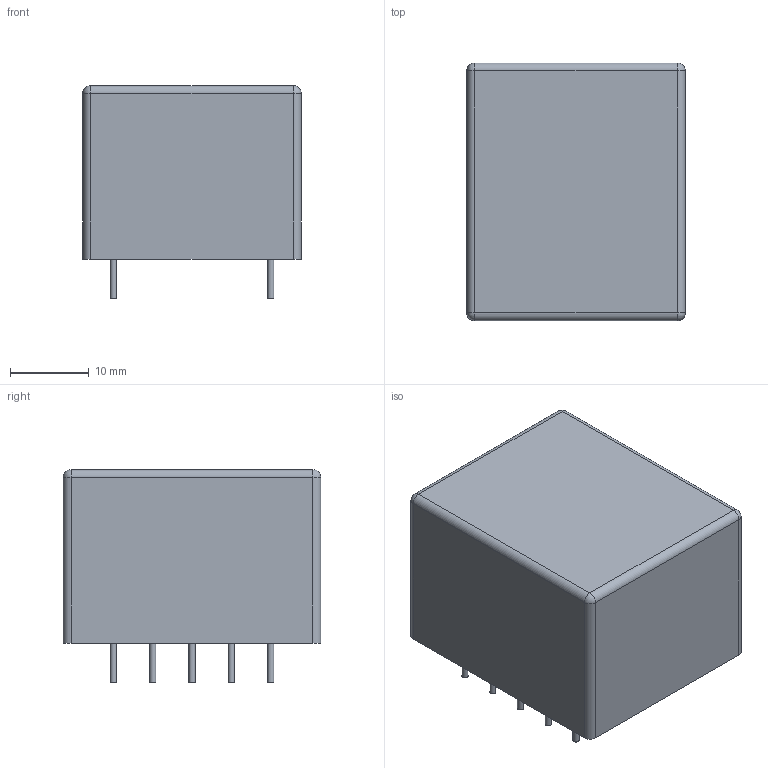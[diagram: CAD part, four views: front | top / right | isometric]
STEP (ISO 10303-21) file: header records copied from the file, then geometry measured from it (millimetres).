
FILE_DESCRIPTION(('FreeCAD Model'),'2;1');
FILE_NAME('BV EI 307 8011.step','2020-05-19T18:25:23',('Author'),(''), 'Open CASCADE STEP processor 7.3','FreeCAD','Unknown');
FILE_SCHEMA(('AUTOMOTIVE_DESIGN { 1 0 10303 214 1 1 1 1 }'));
Length unit declared in the file: millimetre
Products named in the file (1): BV_EI_307_8011
Bounding box: 27.8 x 32.8 x 27.1 mm (x, y, z)
Volume: 20132.5 mm3; surface area: 4536.5 mm2
Topology: 1 solids, 1 shells, 38 faces, 70 edges, 40 vertices
Faces by surface type: cylinder 18, plane 16, sphere 4
Full cylindrical faces by diameter (mm): 0.8 x10
Entity records: 1779 total; most frequent: CARTESIAN_POINT 305, DIRECTION 294, ORIENTED_EDGE 132, PCURVE 132, DEFINITIONAL_REPRESENTATION 132, LINE 122, VECTOR 122, AXIS2_PLACEMENT_3D 75
